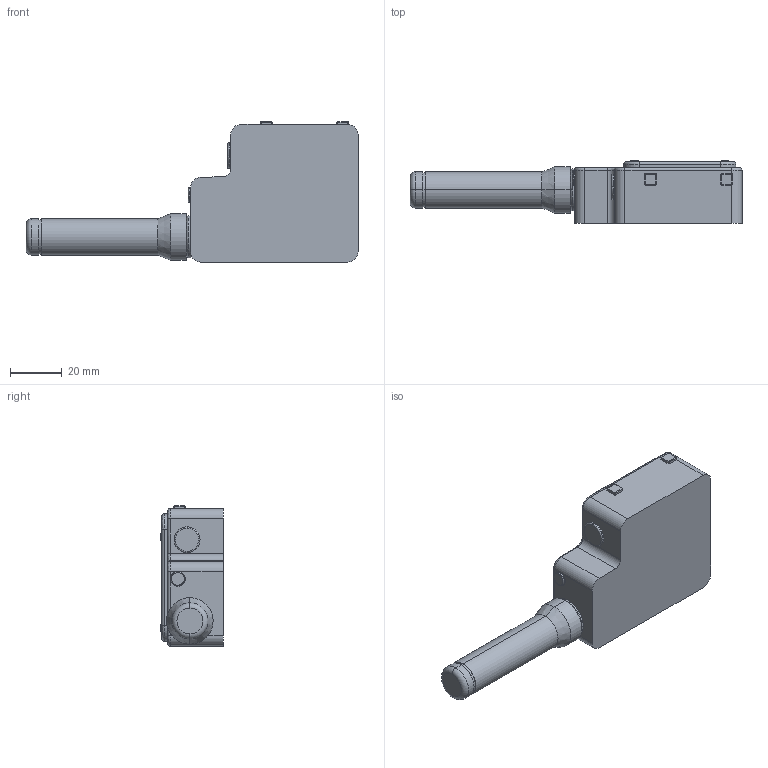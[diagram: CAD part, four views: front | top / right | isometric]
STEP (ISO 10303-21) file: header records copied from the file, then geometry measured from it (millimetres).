
FILE_DESCRIPTION (( 'STEP AP214' ), '1' );
FILE_NAME ('Techo Base Model.STEP', '2022-07-01T04:17:05', ( '' ), ( '' ), 'SwSTEP 2.0', 'SolidWorks 2015', '' );
FILE_SCHEMA (( 'AUTOMOTIVE_DESIGN' ));
Length unit declared in the file: millimetre
Products named in the file (1): Techo Base Model
Bounding box: 128.51 x 24.25 x 54.29 mm (x, y, z)
Volume: 81056.5 mm3; surface area: 14913.1 mm2
Topology: 2 solids, 2 shells, 167 faces, 376 edges, 224 vertices
Faces by surface type: cylinder 66, plane 57, bspline 32, cone 10, torus 2
Entity records: 5035 total; most frequent: CARTESIAN_POINT 1390, DIRECTION 766, ORIENTED_EDGE 752, EDGE_CURVE 376, AXIS2_PLACEMENT_3D 294, VERTEX_POINT 224, EDGE_LOOP 178, LINE 178
